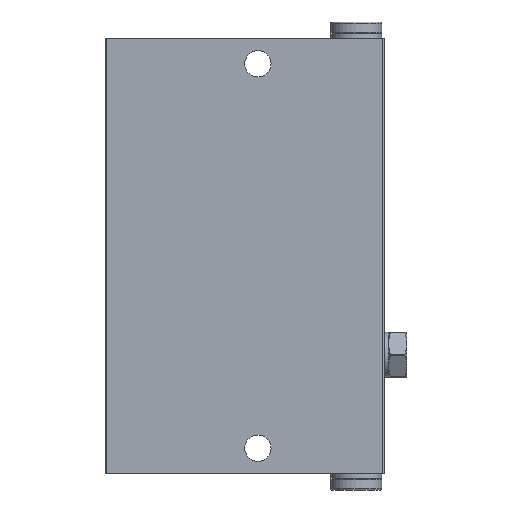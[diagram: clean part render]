
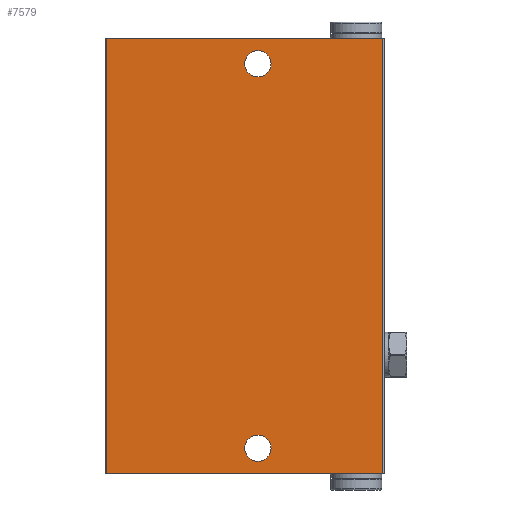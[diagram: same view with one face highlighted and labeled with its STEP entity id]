
A CAD part, front view. The second image highlights one B-rep face of the part: STEP entity #7579.
In plain terms, the highlighted planar face has unit normal (0, -1, 0).
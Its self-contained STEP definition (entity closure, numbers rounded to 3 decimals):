
#53=PLANE('',#8549);
#437=LINE('',#12695,#980);
#438=LINE('',#12701,#981);
#439=LINE('',#12703,#982);
#440=LINE('',#12705,#983);
#980=VECTOR('',#9470,1000.);
#981=VECTOR('',#9477,1000.);
#982=VECTOR('',#9478,1000.);
#983=VECTOR('',#9479,1000.);
#1564=CIRCLE('',#8550,2.05);
#1565=CIRCLE('',#8551,2.05);
#2019=ORIENTED_EDGE('',*,*,#4022,.F.);
#2020=ORIENTED_EDGE('',*,*,#4023,.F.);
#2021=ORIENTED_EDGE('',*,*,#4024,.F.);
#2022=ORIENTED_EDGE('',*,*,#4021,.F.);
#2023=ORIENTED_EDGE('',*,*,#4025,.T.);
#2024=ORIENTED_EDGE('',*,*,#4026,.T.);
#4021=EDGE_CURVE('',#5026,#5025,#437,.T.);
#4022=EDGE_CURVE('',#5027,#5027,#1564,.T.);
#4023=EDGE_CURVE('',#5028,#5028,#1565,.T.);
#4024=EDGE_CURVE('',#5025,#5029,#438,.T.);
#4025=EDGE_CURVE('',#5026,#5030,#439,.T.);
#4026=EDGE_CURVE('',#5030,#5029,#440,.T.);
#5025=VERTEX_POINT('',#12692);
#5026=VERTEX_POINT('',#12694);
#5027=VERTEX_POINT('',#12698);
#5028=VERTEX_POINT('',#12700);
#5029=VERTEX_POINT('',#12702);
#5030=VERTEX_POINT('',#12704);
#5871=EDGE_LOOP('',(#2019));
#5872=EDGE_LOOP('',(#2020));
#5873=EDGE_LOOP('',(#2021,#2022,#2023,#2024));
#6672=FACE_BOUND('',#5871,.T.);
#6673=FACE_BOUND('',#5872,.T.);
#6674=FACE_BOUND('',#5873,.T.);
#7579=ADVANCED_FACE('',(#6672,#6673,#6674),#53,.T.);
#8549=AXIS2_PLACEMENT_3D('',#12696,#9471,#9472);
#8550=AXIS2_PLACEMENT_3D('',#12697,#9473,#9474);
#8551=AXIS2_PLACEMENT_3D('',#12699,#9475,#9476);
#9470=DIRECTION('',(0.,0.,1.));
#9471=DIRECTION('',(0.,-1.,0.));
#9472=DIRECTION('',(0.,0.,-1.));
#9473=DIRECTION('',(0.,-1.,0.));
#9474=DIRECTION('',(0.,0.,-1.));
#9475=DIRECTION('',(0.,-1.,0.));
#9476=DIRECTION('',(0.,0.,-1.));
#9477=DIRECTION('',(1.,0.,0.));
#9478=DIRECTION('',(1.,0.,0.));
#9479=DIRECTION('',(0.,0.,1.));
#12692=CARTESIAN_POINT('',(-24.65,0.,0.));
#12694=CARTESIAN_POINT('',(-24.65,0.,-68.));
#12695=CARTESIAN_POINT('',(-24.65,0.,-68.));
#12696=CARTESIAN_POINT('',(-24.65,0.,-68.));
#12697=CARTESIAN_POINT('',(-5.15,0.,-64.));
#12698=CARTESIAN_POINT('',(-5.15,0.,-66.05));
#12699=CARTESIAN_POINT('',(-5.15,0.,-4.));
#12700=CARTESIAN_POINT('',(-5.15,0.,-6.05));
#12701=CARTESIAN_POINT('',(-24.65,0.,0.));
#12702=CARTESIAN_POINT('',(18.45,0.,0.));
#12703=CARTESIAN_POINT('',(-24.65,0.,-68.));
#12704=CARTESIAN_POINT('',(18.45,0.,-68.));
#12705=CARTESIAN_POINT('',(18.45,0.,-68.));
